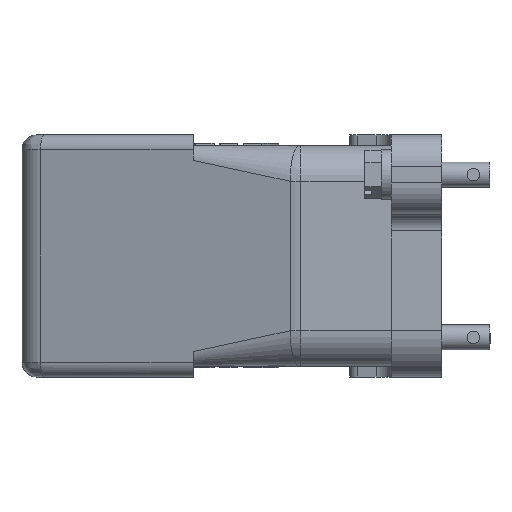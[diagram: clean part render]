
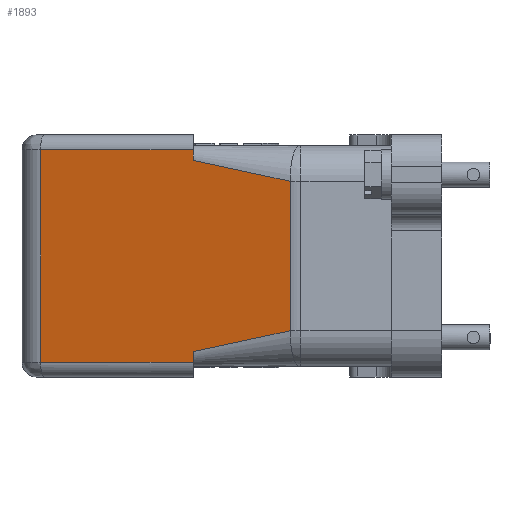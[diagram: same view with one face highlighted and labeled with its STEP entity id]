
A CAD part, left-side view. The second image highlights one B-rep face of the part: STEP entity #1893.
In plain terms, the highlighted planar face has unit normal (-0.966, 0.259, 0).
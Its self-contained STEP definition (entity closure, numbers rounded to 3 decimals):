
#1893=ADVANCED_FACE('',(#2554),#2232,.T.);
#2232=PLANE('',#8985);
#2554=FACE_OUTER_BOUND('',#2954,.T.);
#2954=EDGE_LOOP('',(#4323,#4324,#4325,#4326,#4327,#4328,#4329,#4330));
#4323=ORIENTED_EDGE('',*,*,#6550,.T.);
#4324=ORIENTED_EDGE('',*,*,#6549,.T.);
#4325=ORIENTED_EDGE('',*,*,#6546,.T.);
#4326=ORIENTED_EDGE('',*,*,#6521,.T.);
#4327=ORIENTED_EDGE('',*,*,#6473,.T.);
#4328=ORIENTED_EDGE('',*,*,#6506,.T.);
#4329=ORIENTED_EDGE('',*,*,#6500,.T.);
#4330=ORIENTED_EDGE('',*,*,#6496,.T.);
#5586=VERTEX_POINT('',#13138);
#5589=VERTEX_POINT('',#13154);
#5592=VERTEX_POINT('',#13159);
#5609=VERTEX_POINT('',#13208);
#5610=VERTEX_POINT('',#13209);
#5613=VERTEX_POINT('',#13237);
#5623=VERTEX_POINT('',#13376);
#5642=VERTEX_POINT('',#13435);
#6473=EDGE_CURVE('',#5589,#5592,#7395,.T.);
#6496=EDGE_CURVE('',#5609,#5610,#7410,.T.);
#6500=EDGE_CURVE('',#5613,#5609,#7412,.T.);
#6506=EDGE_CURVE('',#5592,#5613,#7416,.T.);
#6521=EDGE_CURVE('',#5623,#5589,#7423,.T.);
#6546=EDGE_CURVE('',#5642,#5623,#7440,.T.);
#6549=EDGE_CURVE('',#5586,#5642,#7442,.T.);
#6550=EDGE_CURVE('',#5610,#5586,#7443,.T.);
#7395=LINE('',#13160,#8189);
#7410=LINE('',#13207,#8204);
#7412=LINE('',#13236,#8206);
#7416=LINE('',#13271,#8210);
#7423=LINE('',#13379,#8217);
#7440=LINE('',#13434,#8234);
#7442=LINE('',#13458,#8236);
#7443=LINE('',#13460,#8237);
#8189=VECTOR('',#10338,1.);
#8204=VECTOR('',#10385,1.);
#8206=VECTOR('',#10391,1.);
#8210=VECTOR('',#10399,1.);
#8217=VECTOR('',#10426,1.);
#8234=VECTOR('',#10473,1.);
#8236=VECTOR('',#10477,1.);
#8237=VECTOR('',#10480,1.);
#8985=AXIS2_PLACEMENT_3D('',#13461,#10481,#10482);
#10338=DIRECTION('',(0.,0.,1.));
#10385=DIRECTION('',(0.259,0.966,0.));
#10391=DIRECTION('',(0.,0.,1.));
#10399=DIRECTION('',(0.253,0.946,0.204));
#10426=DIRECTION('',(-0.253,-0.946,0.204));
#10473=DIRECTION('',(0.,0.,1.));
#10477=DIRECTION('',(-0.259,-0.966,0.));
#10480=DIRECTION('',(0.,0.,-1.));
#10481=DIRECTION('',(-0.966,0.259,0.));
#10482=DIRECTION('',(-0.259,-0.966,0.));
#13138=CARTESIAN_POINT('',(-35.141,78.053,-25.5));
#13154=CARTESIAN_POINT('',(-51.159,18.272,-17.9));
#13159=CARTESIAN_POINT('',(-51.159,18.272,17.9));
#13160=CARTESIAN_POINT('',(-51.159,18.272,-17.9));
#13207=CARTESIAN_POINT('',(-44.935,41.5,25.5));
#13208=CARTESIAN_POINT('',(-44.935,41.5,25.5));
#13209=CARTESIAN_POINT('',(-35.141,78.053,25.5));
#13236=CARTESIAN_POINT('',(-44.935,41.5,22.9));
#13237=CARTESIAN_POINT('',(-44.935,41.5,22.9));
#13271=CARTESIAN_POINT('',(-51.159,18.272,17.9));
#13376=CARTESIAN_POINT('',(-44.935,41.5,-22.9));
#13379=CARTESIAN_POINT('',(-44.935,41.5,-22.9));
#13434=CARTESIAN_POINT('',(-44.935,41.5,-25.5));
#13435=CARTESIAN_POINT('',(-44.935,41.5,-25.5));
#13458=CARTESIAN_POINT('',(-35.141,78.053,-25.5));
#13460=CARTESIAN_POINT('',(-35.141,78.053,25.5));
#13461=CARTESIAN_POINT('',(-33.539,84.031,-29.));
